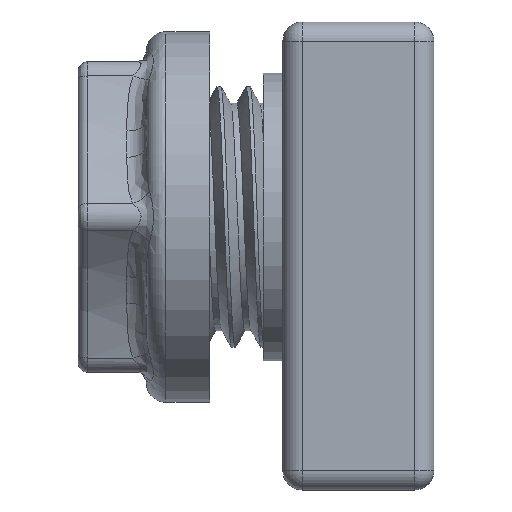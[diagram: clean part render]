
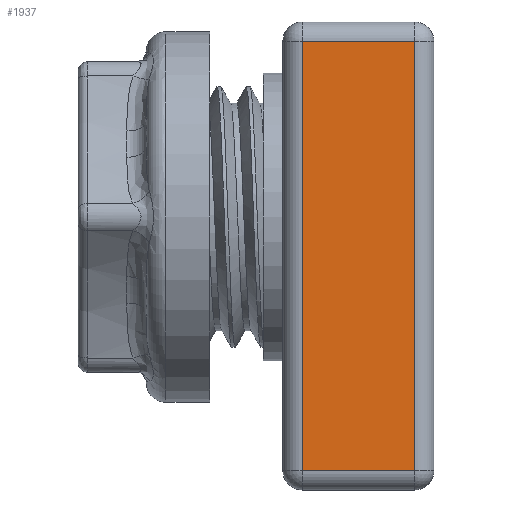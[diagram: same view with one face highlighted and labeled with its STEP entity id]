
A CAD part, front view. The second image highlights one B-rep face of the part: STEP entity #1937.
In plain terms, the highlighted planar face has unit normal (0, -1, 0).
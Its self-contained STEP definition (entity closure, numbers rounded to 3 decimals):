
#87=PLANE('',#2106);
#144=FACE_OUTER_BOUND('',#275,.T.);
#275=EDGE_LOOP('',(#1421,#1422,#1423,#1424));
#623=LINE('',#4138,#706);
#626=LINE('',#4150,#709);
#629=LINE('',#4165,#712);
#631=LINE('',#4168,#714);
#706=VECTOR('',#2418,10.);
#709=VECTOR('',#2433,10.);
#712=VECTOR('',#2454,10.);
#714=VECTOR('',#2458,10.);
#782=VERTEX_POINT('',#4044);
#814=VERTEX_POINT('',#4131);
#816=VERTEX_POINT('',#4141);
#820=VERTEX_POINT('',#4161);
#1022=EDGE_CURVE('',#782,#814,#623,.T.);
#1028=EDGE_CURVE('',#814,#816,#626,.T.);
#1036=EDGE_CURVE('',#816,#820,#629,.T.);
#1038=EDGE_CURVE('',#820,#782,#631,.T.);
#1421=ORIENTED_EDGE('',*,*,#1022,.F.);
#1422=ORIENTED_EDGE('',*,*,#1038,.F.);
#1423=ORIENTED_EDGE('',*,*,#1036,.F.);
#1424=ORIENTED_EDGE('',*,*,#1028,.F.);
#1937=ADVANCED_FACE('',(#144),#87,.T.);
#2106=AXIS2_PLACEMENT_3D('',#4180,#2475,#2476);
#2418=DIRECTION('',(0.,0.,-1.));
#2433=DIRECTION('',(-1.,0.,0.));
#2454=DIRECTION('',(0.,0.,1.));
#2458=DIRECTION('',(1.,0.,0.));
#2475=DIRECTION('center_axis',(0.,-1.,0.));
#2476=DIRECTION('ref_axis',(0.,0.,-1.));
#4044=CARTESIAN_POINT('',(13.5,0.4,46.));
#4131=CARTESIAN_POINT('',(13.5,0.4,2.));
#4138=CARTESIAN_POINT('',(13.5,0.4,24.));
#4141=CARTESIAN_POINT('',(2.,0.4,2.));
#4150=CARTESIAN_POINT('',(0.,0.4,2.));
#4161=CARTESIAN_POINT('',(2.,0.4,46.));
#4165=CARTESIAN_POINT('',(2.,0.4,36.));
#4168=CARTESIAN_POINT('',(0.,0.4,46.));
#4180=CARTESIAN_POINT('Origin',(0.,0.4,48.));
